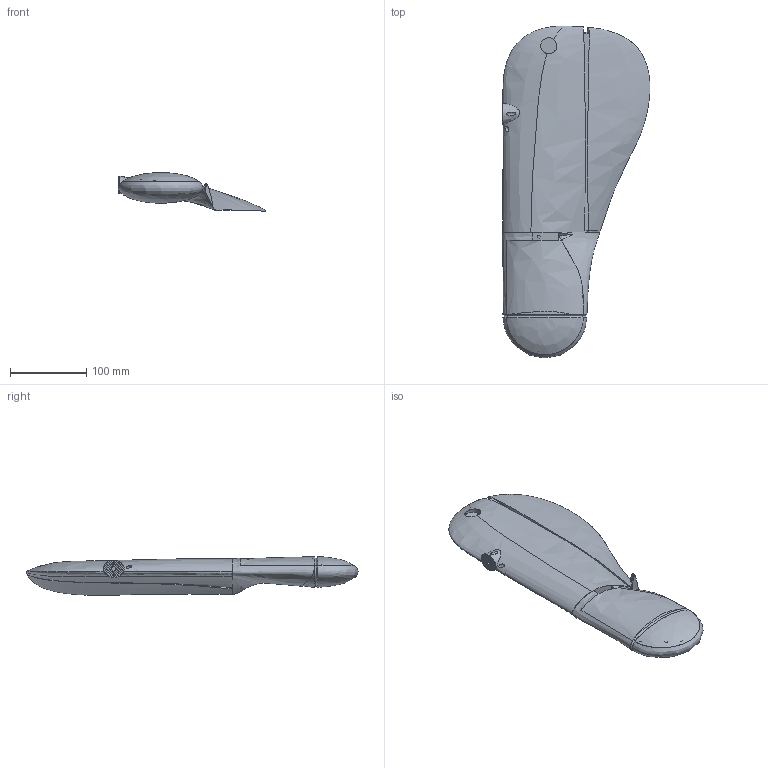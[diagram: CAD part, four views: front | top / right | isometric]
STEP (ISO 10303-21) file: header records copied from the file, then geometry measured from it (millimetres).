
FILE_DESCRIPTION(/* description */ (''),/* implementation_level */ '2;1');
FILE_NAME(/* name */ 'Monokopter 17(7) v100.step',/* time_stamp */ '2023-01-29T09:22:41Z',/* author */ (''),/* organization */ (''),/* preprocessor_version */ 'ST-DEVELOPER v19.2',/* originating_system */ 'Autodesk Translation Framework v11.17.0.187',/* authorisation */ '');
FILE_SCHEMA (('AUTOMOTIVE_DESIGN { 1 0 10303 214 3 1 1 }'));
Length unit declared in the file: millimetre
Products named in the file (1): Monokopter 17(7)
Bounding box: 193.42 x 435 x 50.71 mm (x, y, z)
Volume: 847895.1 mm3; surface area: 192711.8 mm2
Topology: 3 solids, 70 shells, 563 faces, 1246 edges, 826 vertices
Faces by surface type: plane 512, bspline 27, cylinder 24
Full cylindrical faces by diameter (mm): 1.7 x3, 2.2 x2, 2.4 x4, 3 x9, 6 x1, 21 x2
Entity records: 20256 total; most frequent: CARTESIAN_POINT 8071, ORIENTED_EDGE 2484, DIRECTION 2263, EDGE_CURVE 1242, LINE 1071, VECTOR 1071, VERTEX_POINT 826, EDGE_LOOP 598
